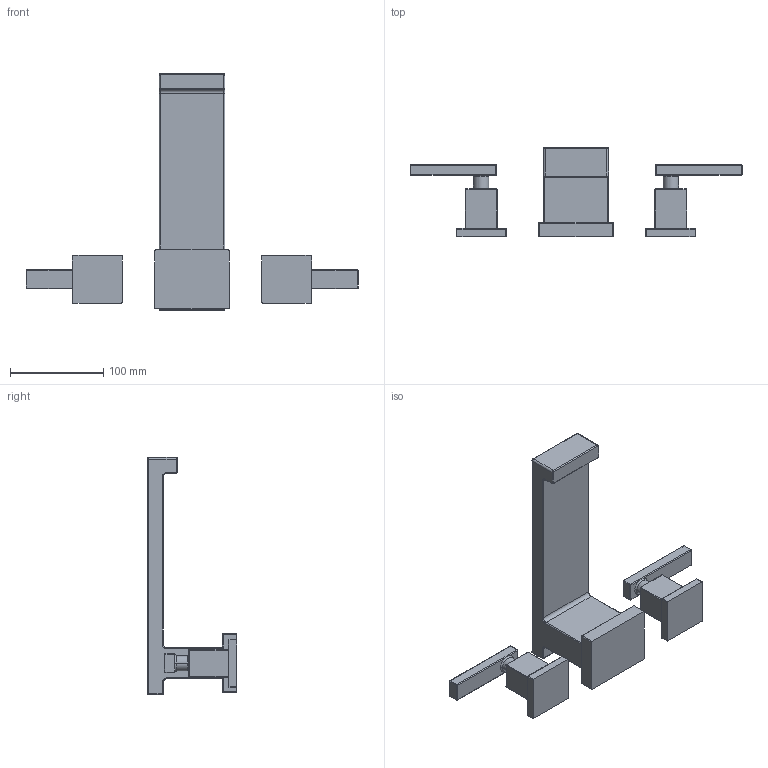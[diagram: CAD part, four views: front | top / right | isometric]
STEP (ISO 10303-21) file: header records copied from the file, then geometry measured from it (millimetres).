
FILE_DESCRIPTION((''),'2;1');
FILE_NAME('3-2566','2021-03-15T10:19:15',('jinson.thomas'),(''),'CREO PARAMETRIC BY PTC INC, 2018400','CREO PARAMETRIC BY PTC INC, 2018400','');
FILE_SCHEMA(('CONFIG_CONTROL_DESIGN'));
Length unit declared in the file: inch
Products named in the file (1): 3-2566
Bounding box: 355.6 x 95.5 x 254 mm (x, y, z)
Volume: 728104.7 mm3; surface area: 109291.2 mm2
Topology: 3 solids, 3 shells, 217 faces, 454 edges, 250 vertices
Faces by surface type: cylinder 102, plane 55, sphere 42, torus 12, bspline 6
Entity records: 5890 total; most frequent: CARTESIAN_POINT 1145, DIRECTION 1094, ORIENTED_EDGE 908, EDGE_CURVE 454, AXIS2_PLACEMENT_3D 437, VERTEX_POINT 250, CIRCLE 226, EDGE_LOOP 224
